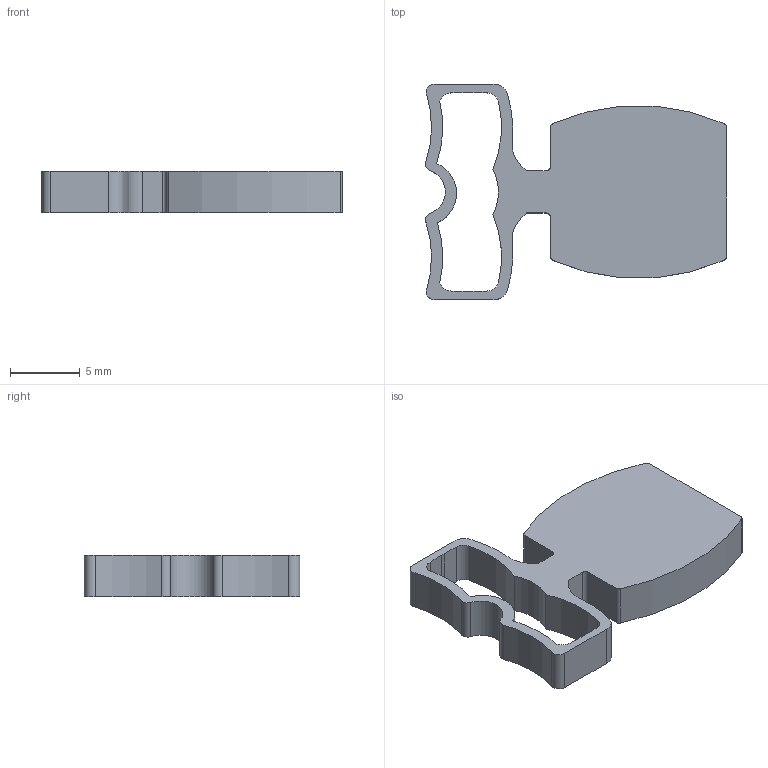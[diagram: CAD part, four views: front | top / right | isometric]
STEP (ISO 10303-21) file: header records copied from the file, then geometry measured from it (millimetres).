
FILE_DESCRIPTION(/* description */ ('Unknown'),/* implementation_level */ '2;1');
FILE_NAME(/* name */ 'prototipo2_elastico v5',/* time_stamp */ '2020-07-25T20:05:02-04:00',/* author */ ('Unknown'),/* organization */ ('Unknown'),/* preprocessor_version */ 'ST-DEVELOPER v16.7',/* originating_system */ 'DEX',/* authorisation */ $);
FILE_SCHEMA (('AUTOMOTIVE_DESIGN {1 0 10303 214 3 1 1}'));
Length unit declared in the file: millimetre
Products named in the file (1): prototipo2_elastico v5
Bounding box: 21.52 x 15.4 x 3 mm (x, y, z)
Volume: 559.6 mm3; surface area: 740.7 mm2
Topology: 1 solids, 1 shells, 48 faces, 140 edges, 94 vertices
Faces by surface type: cylinder 37, plane 11
Entity records: 1668 total; most frequent: DIRECTION 312, CARTESIAN_POINT 283, ORIENTED_EDGE 280, EDGE_CURVE 140, AXIS2_PLACEMENT_3D 123, VERTEX_POINT 94, CIRCLE 74, LINE 66
